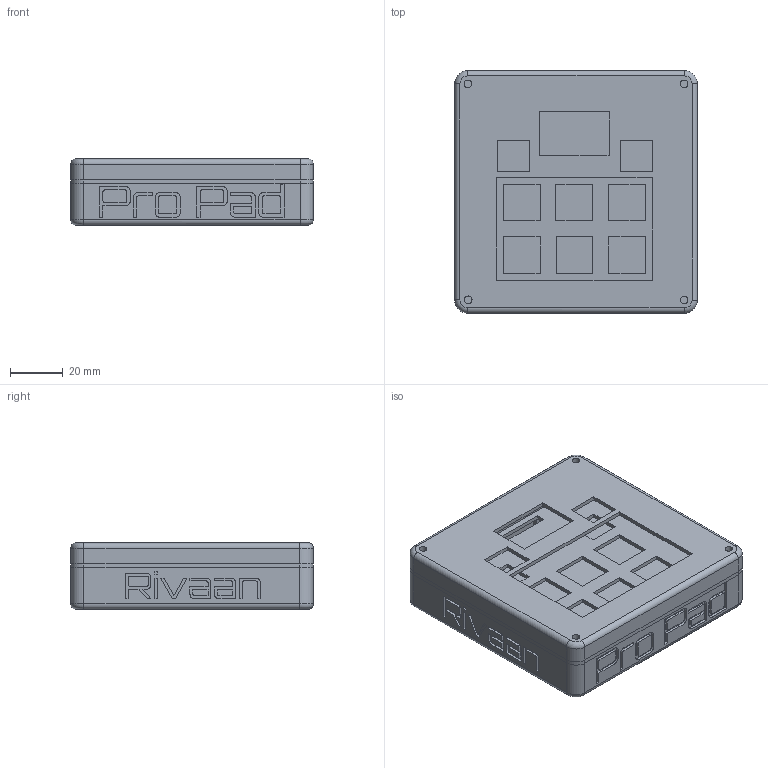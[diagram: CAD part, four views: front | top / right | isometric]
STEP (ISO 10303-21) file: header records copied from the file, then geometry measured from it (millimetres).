
FILE_DESCRIPTION(/* description */ ('STEP AP242','CAx-IF Rec.Pracs.---Representation and Presentation of Product Manufacturing Information (PMI)---4.0---2014-10-13','CAx-IF Rec.Pracs.---3D Tessellated Geometry---0.4---2014-09-14','2;1'),/* implementation_level */ '2;1');
FILE_NAME(/* name */ '671a2dad9ce958362f7b9a64',/* time_stamp */ '2024-10-24T11:21:21Z',/* author */ (''),/* organization */ (''),/* preprocessor_version */ 'ST-DEVELOPER v20',/* originating_system */ ' ',/* authorisation */ ' ');
FILE_SCHEMA (('AP242_MANAGED_MODEL_BASED_3D_ENGINEERING_MIM_LF { 1 0 10303 442 1 1 4 }'));
Length unit declared in the file: metre
Products named in the file (4): PCB; Base; Midplate; Top
Bounding box: 92 x 92 x 25.19 mm (x, y, z)
Volume: 107220.5 mm3; surface area: 72617 mm2
Topology: 4 solids, 4 shells, 1527 faces, 4353 edges, 2894 vertices
Faces by surface type: plane 1148, cylinder 371, torus 8
Full cylindrical faces by diameter (mm): 2.9 x8, 5.8 x4
Entity records: 49525 total; most frequent: CARTESIAN_POINT 8782, ORIENTED_EDGE 8670, DIRECTION 8153, EDGE_CURVE 4335, LINE 3571, VECTOR 3571, VERTEX_POINT 2888, AXIS2_PLACEMENT_3D 2291
